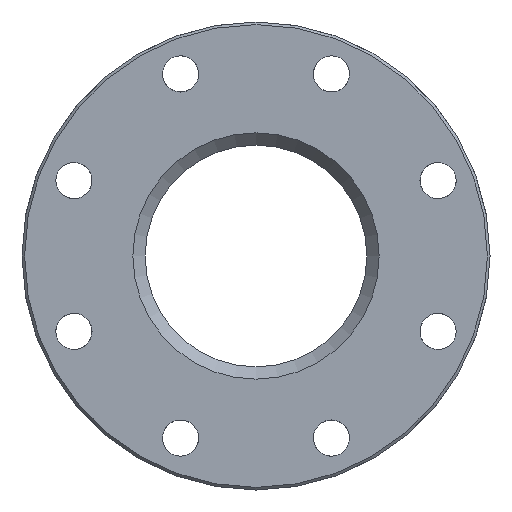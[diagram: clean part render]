
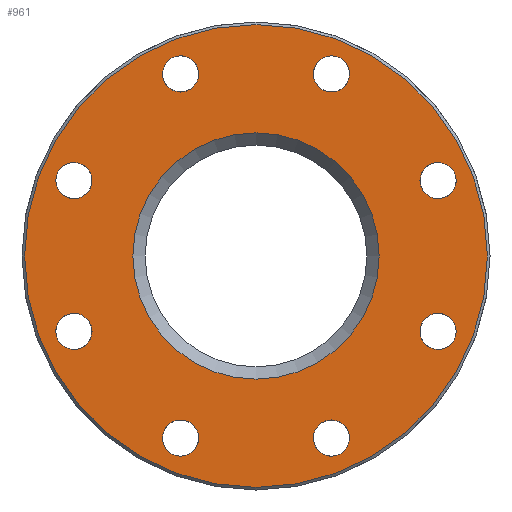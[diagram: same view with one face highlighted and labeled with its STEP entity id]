
A CAD part, left-side view. The second image highlights one B-rep face of the part: STEP entity #961.
In plain terms, the highlighted planar face has unit normal (-1, 0, 0).
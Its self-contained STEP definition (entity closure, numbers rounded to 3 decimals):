
#25=FACE_BOUND('',#214,.T.);
#26=FACE_BOUND('',#215,.T.);
#27=FACE_BOUND('',#216,.T.);
#28=FACE_BOUND('',#217,.T.);
#29=FACE_BOUND('',#218,.T.);
#30=FACE_BOUND('',#219,.T.);
#31=FACE_BOUND('',#220,.T.);
#32=FACE_BOUND('',#221,.T.);
#33=FACE_BOUND('',#222,.T.);
#95=PLANE('',#1045);
#138=FACE_OUTER_BOUND('',#213,.T.);
#213=EDGE_LOOP('',(#690));
#214=EDGE_LOOP('',(#691));
#215=EDGE_LOOP('',(#692));
#216=EDGE_LOOP('',(#693));
#217=EDGE_LOOP('',(#694));
#218=EDGE_LOOP('',(#695));
#219=EDGE_LOOP('',(#696));
#220=EDGE_LOOP('',(#697));
#221=EDGE_LOOP('',(#698));
#222=EDGE_LOOP('',(#699));
#353=CIRCLE('',#1043,140.9);
#355=CIRCLE('',#1046,75.);
#356=CIRCLE('',#1047,11.);
#357=CIRCLE('',#1048,11.);
#358=CIRCLE('',#1049,11.);
#359=CIRCLE('',#1050,11.);
#360=CIRCLE('',#1051,11.);
#361=CIRCLE('',#1052,11.);
#362=CIRCLE('',#1053,11.);
#363=CIRCLE('',#1054,11.);
#490=VERTEX_POINT('',#1549);
#492=VERTEX_POINT('',#1554);
#493=VERTEX_POINT('',#1556);
#494=VERTEX_POINT('',#1558);
#495=VERTEX_POINT('',#1560);
#496=VERTEX_POINT('',#1562);
#497=VERTEX_POINT('',#1564);
#498=VERTEX_POINT('',#1566);
#499=VERTEX_POINT('',#1568);
#500=VERTEX_POINT('',#1570);
#581=EDGE_CURVE('',#490,#490,#353,.T.);
#583=EDGE_CURVE('',#492,#492,#355,.T.);
#584=EDGE_CURVE('',#493,#493,#356,.T.);
#585=EDGE_CURVE('',#494,#494,#357,.T.);
#586=EDGE_CURVE('',#495,#495,#358,.T.);
#587=EDGE_CURVE('',#496,#496,#359,.T.);
#588=EDGE_CURVE('',#497,#497,#360,.T.);
#589=EDGE_CURVE('',#498,#498,#361,.T.);
#590=EDGE_CURVE('',#499,#499,#362,.T.);
#591=EDGE_CURVE('',#500,#500,#363,.T.);
#690=ORIENTED_EDGE('',*,*,#581,.F.);
#691=ORIENTED_EDGE('',*,*,#583,.T.);
#692=ORIENTED_EDGE('',*,*,#584,.T.);
#693=ORIENTED_EDGE('',*,*,#585,.T.);
#694=ORIENTED_EDGE('',*,*,#586,.T.);
#695=ORIENTED_EDGE('',*,*,#587,.T.);
#696=ORIENTED_EDGE('',*,*,#588,.T.);
#697=ORIENTED_EDGE('',*,*,#589,.T.);
#698=ORIENTED_EDGE('',*,*,#590,.T.);
#699=ORIENTED_EDGE('',*,*,#591,.T.);
#961=ADVANCED_FACE('',(#138,#25,#26,#27,#28,#29,#30,#31,#32,#33),#95,.T.);
#1043=AXIS2_PLACEMENT_3D('',#1550,#1225,#1226);
#1045=AXIS2_PLACEMENT_3D('',#1553,#1229,#1230);
#1046=AXIS2_PLACEMENT_3D('',#1555,#1231,#1232);
#1047=AXIS2_PLACEMENT_3D('',#1557,#1233,#1234);
#1048=AXIS2_PLACEMENT_3D('',#1559,#1235,#1236);
#1049=AXIS2_PLACEMENT_3D('',#1561,#1237,#1238);
#1050=AXIS2_PLACEMENT_3D('',#1563,#1239,#1240);
#1051=AXIS2_PLACEMENT_3D('',#1565,#1241,#1242);
#1052=AXIS2_PLACEMENT_3D('',#1567,#1243,#1244);
#1053=AXIS2_PLACEMENT_3D('',#1569,#1245,#1246);
#1054=AXIS2_PLACEMENT_3D('',#1571,#1247,#1248);
#1225=DIRECTION('center_axis',(1.,0.,0.));
#1226=DIRECTION('ref_axis',(0.,-1.,0.));
#1229=DIRECTION('center_axis',(-1.,0.,0.));
#1230=DIRECTION('ref_axis',(0.,0.,1.));
#1231=DIRECTION('center_axis',(1.,0.,0.));
#1232=DIRECTION('ref_axis',(0.,0.,-1.));
#1233=DIRECTION('center_axis',(1.,0.,0.));
#1234=DIRECTION('ref_axis',(0.,0.,-1.));
#1235=DIRECTION('center_axis',(1.,0.,0.));
#1236=DIRECTION('ref_axis',(0.,0.707,-0.707));
#1237=DIRECTION('center_axis',(1.,0.,0.));
#1238=DIRECTION('ref_axis',(0.,1.,0.));
#1239=DIRECTION('center_axis',(1.,0.,0.));
#1240=DIRECTION('ref_axis',(0.,0.707,0.707));
#1241=DIRECTION('center_axis',(1.,0.,0.));
#1242=DIRECTION('ref_axis',(0.,0.,1.));
#1243=DIRECTION('center_axis',(1.,0.,0.));
#1244=DIRECTION('ref_axis',(0.,-0.707,0.707));
#1245=DIRECTION('center_axis',(1.,0.,0.));
#1246=DIRECTION('ref_axis',(0.,-1.,0.));
#1247=DIRECTION('center_axis',(1.,0.,0.));
#1248=DIRECTION('ref_axis',(0.,-0.707,-0.707));
#1549=CARTESIAN_POINT('',(0.,140.9,0.));
#1550=CARTESIAN_POINT('Origin',(0.,0.,0.));
#1553=CARTESIAN_POINT('Origin',(0.,142.5,0.));
#1554=CARTESIAN_POINT('',(0.,75.,0.));
#1555=CARTESIAN_POINT('Origin',(0.,0.,0.));
#1556=CARTESIAN_POINT('',(0.,110.866,56.922));
#1557=CARTESIAN_POINT('Origin',(0.,110.866,45.922));
#1558=CARTESIAN_POINT('',(0.,38.144,118.644));
#1559=CARTESIAN_POINT('Origin',(0.,45.922,110.866));
#1560=CARTESIAN_POINT('',(0.,-56.922,110.866));
#1561=CARTESIAN_POINT('Origin',(0.,-45.922,110.866));
#1562=CARTESIAN_POINT('',(0.,-118.644,38.144));
#1563=CARTESIAN_POINT('Origin',(0.,-110.866,45.922));
#1564=CARTESIAN_POINT('',(0.,-110.866,-56.922));
#1565=CARTESIAN_POINT('Origin',(0.,-110.866,-45.922));
#1566=CARTESIAN_POINT('',(0.,-38.144,-118.644));
#1567=CARTESIAN_POINT('Origin',(0.,-45.922,-110.866));
#1568=CARTESIAN_POINT('',(0.,56.922,-110.866));
#1569=CARTESIAN_POINT('Origin',(0.,45.922,-110.866));
#1570=CARTESIAN_POINT('',(0.,118.644,-38.144));
#1571=CARTESIAN_POINT('Origin',(0.,110.866,-45.922));
